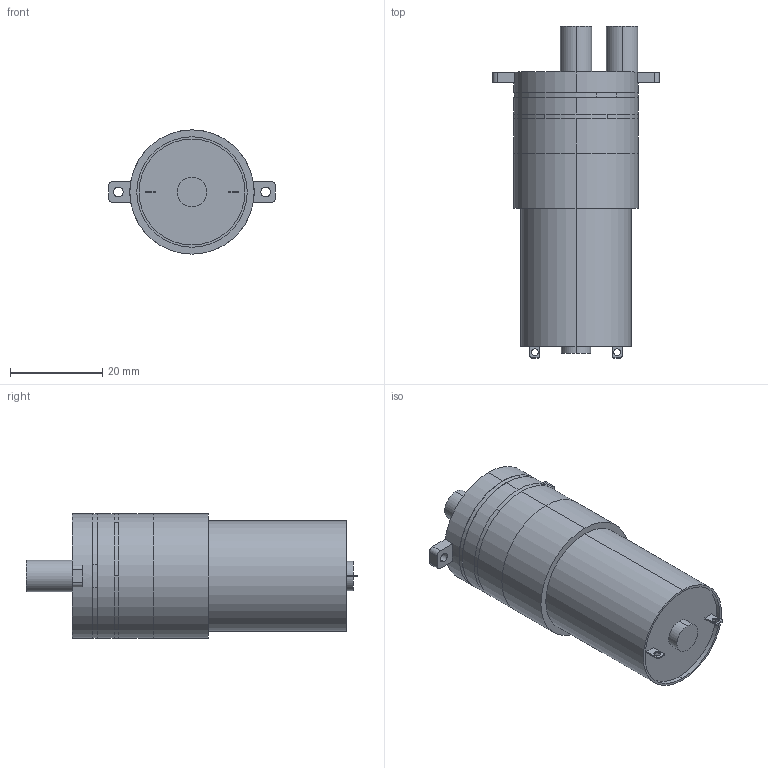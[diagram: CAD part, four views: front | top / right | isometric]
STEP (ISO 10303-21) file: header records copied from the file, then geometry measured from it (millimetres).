
FILE_DESCRIPTION (( 'STEP AP214' ), '1' );
FILE_NAME ('Water Pump Motor DC 12V-370-04PM阨掙.step', '2016-10-28T04:20:31', ( 'dell' ), ( '' ), 'SwSTEP 2.0', 'SolidWorks 2013', '' );
FILE_SCHEMA (( 'AUTOMOTIVE_DESIGN' ));
Length unit declared in the file: millimetre
Products named in the file (1): Water Pump Motor DC 12V-370-04PM阨掙
Bounding box: 36.2 x 72.15 x 27 mm (x, y, z)
Volume: 30566.2 mm3; surface area: 12939.9 mm2
Topology: 12 solids, 12 shells, 117 faces, 258 edges, 172 vertices
Faces by surface type: plane 65, cylinder 52
Entity records: 4209 total; most frequent: DIRECTION 602, CARTESIAN_POINT 548, ORIENTED_EDGE 516, EDGE_CURVE 258, AXIS2_PLACEMENT_3D 226, VERTEX_POINT 172, VECTOR 150, LINE 150
